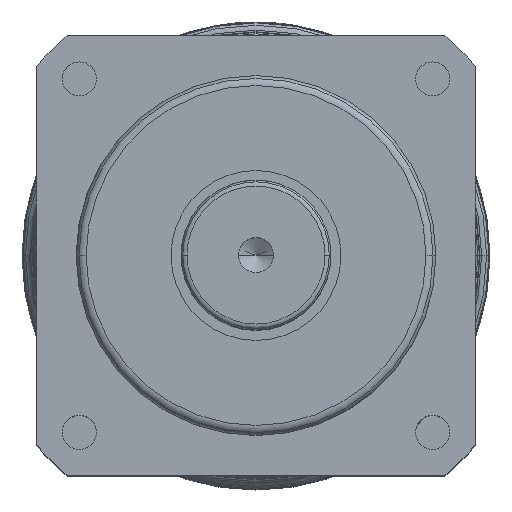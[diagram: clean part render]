
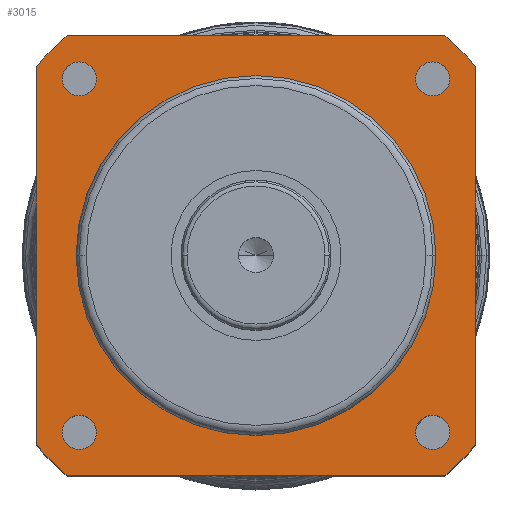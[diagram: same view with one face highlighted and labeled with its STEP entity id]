
A CAD part, top view. The second image highlights one B-rep face of the part: STEP entity #3015.
In plain terms, the highlighted planar face has unit normal (0, 0, 1).
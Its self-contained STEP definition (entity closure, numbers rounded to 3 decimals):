
#377=CARTESIAN_POINT('',(88.388,-88.388,119.997));
#378=DIRECTION('',(0.,0.,-1.));
#379=DIRECTION('',(1.,0.,0.));
#380=AXIS2_PLACEMENT_3D('',#377,#378,#379);
#382=CARTESIAN_POINT('',(88.388,-88.388,119.997));
#383=DIRECTION('',(0.,0.,-1.));
#384=DIRECTION('',(-1.,0.,0.));
#385=AXIS2_PLACEMENT_3D('',#382,#383,#384);
#387=CARTESIAN_POINT('',(-88.388,-88.388,119.997));
#388=DIRECTION('',(0.,0.,-1.));
#389=DIRECTION('',(1.,0.,0.));
#390=AXIS2_PLACEMENT_3D('',#387,#388,#389);
#392=CARTESIAN_POINT('',(-88.388,-88.388,119.997));
#393=DIRECTION('',(0.,0.,-1.));
#394=DIRECTION('',(-1.,0.,0.));
#395=AXIS2_PLACEMENT_3D('',#392,#393,#394);
#397=CARTESIAN_POINT('',(-88.388,88.388,119.997));
#398=DIRECTION('',(0.,0.,-1.));
#399=DIRECTION('',(1.,0.,0.));
#400=AXIS2_PLACEMENT_3D('',#397,#398,#399);
#402=CARTESIAN_POINT('',(-88.388,88.388,119.997));
#403=DIRECTION('',(0.,0.,-1.));
#404=DIRECTION('',(-1.,0.,0.));
#405=AXIS2_PLACEMENT_3D('',#402,#403,#404);
#407=CARTESIAN_POINT('',(88.388,88.388,119.997));
#408=DIRECTION('',(0.,0.,-1.));
#409=DIRECTION('',(1.,0.,0.));
#410=AXIS2_PLACEMENT_3D('',#407,#408,#409);
#412=CARTESIAN_POINT('',(88.388,88.388,119.997));
#413=DIRECTION('',(0.,0.,-1.));
#414=DIRECTION('',(-1.,0.,0.));
#415=AXIS2_PLACEMENT_3D('',#412,#413,#414);
#417=CARTESIAN_POINT('',(0.,0.,119.997));
#418=DIRECTION('',(0.,0.,-1.));
#419=DIRECTION('',(1.,0.,0.));
#420=AXIS2_PLACEMENT_3D('',#417,#418,#419);
#422=CARTESIAN_POINT('',(0.,0.,119.997));
#423=DIRECTION('',(0.,0.,-1.));
#424=DIRECTION('',(-1.,0.,0.));
#425=AXIS2_PLACEMENT_3D('',#422,#423,#424);
#427=CARTESIAN_POINT('',(0.,0.,119.997));
#428=DIRECTION('',(0.,0.,1.));
#429=DIRECTION('',(-0.652,0.759,0.));
#430=AXIS2_PLACEMENT_3D('',#427,#428,#429);
#432=CARTESIAN_POINT('',(0.,0.,119.997));
#433=DIRECTION('',(0.,0.,1.));
#434=DIRECTION('',(0.759,0.652,0.));
#435=AXIS2_PLACEMENT_3D('',#432,#433,#434);
#437=CARTESIAN_POINT('',(0.,0.,119.997));
#438=DIRECTION('',(0.,0.,1.));
#439=DIRECTION('',(0.652,-0.759,0.));
#440=AXIS2_PLACEMENT_3D('',#437,#438,#439);
#442=CARTESIAN_POINT('',(0.,0.,119.997));
#443=DIRECTION('',(0.,0.,1.));
#444=DIRECTION('',(-0.759,-0.652,0.));
#445=AXIS2_PLACEMENT_3D('',#442,#443,#444);
#2207=DIRECTION('',(1.,0.,0.));
#2208=VECTOR('',#2207,188.944);
#2209=CARTESIAN_POINT('',(-94.472,110.,119.997));
#2210=LINE('',#2209,#2208);
#2223=DIRECTION('',(0.,-1.,0.));
#2224=VECTOR('',#2223,188.944);
#2225=CARTESIAN_POINT('',(110.,94.472,119.997));
#2226=LINE('',#2225,#2224);
#2239=DIRECTION('',(-1.,0.,0.));
#2240=VECTOR('',#2239,188.944);
#2241=CARTESIAN_POINT('',(94.472,-110.,119.997));
#2242=LINE('',#2241,#2240);
#2255=DIRECTION('',(0.,1.,0.));
#2256=VECTOR('',#2255,188.944);
#2257=CARTESIAN_POINT('',(-110.,-94.472,119.997));
#2258=LINE('',#2257,#2256);
#2447=CARTESIAN_POINT('',(-94.472,110.,119.997));
#2448=CARTESIAN_POINT('',(-110.,94.472,119.997));
#2449=VERTEX_POINT('',#2447);
#2450=VERTEX_POINT('',#2448);
#2451=CARTESIAN_POINT('',(-110.,-94.472,119.997));
#2452=VERTEX_POINT('',#2451);
#2455=CARTESIAN_POINT('',(-94.472,-110.,119.997));
#2456=VERTEX_POINT('',#2455);
#2457=CARTESIAN_POINT('',(94.472,-110.,119.997));
#2458=VERTEX_POINT('',#2457);
#2459=CARTESIAN_POINT('',(110.,-94.472,119.997));
#2460=VERTEX_POINT('',#2459);
#2461=CARTESIAN_POINT('',(110.,94.472,119.997));
#2462=VERTEX_POINT('',#2461);
#2463=CARTESIAN_POINT('',(94.472,110.,119.997));
#2464=VERTEX_POINT('',#2463);
#2557=CARTESIAN_POINT('',(79.888,-88.388,119.997));
#2559=VERTEX_POINT('',#2557);
#2561=CARTESIAN_POINT('',(96.888,-88.388,119.997));
#2563=VERTEX_POINT('',#2561);
#2587=CARTESIAN_POINT('',(-96.888,-88.388,119.997));
#2589=VERTEX_POINT('',#2587);
#2591=CARTESIAN_POINT('',(-79.888,-88.388,119.997));
#2593=VERTEX_POINT('',#2591);
#2607=CARTESIAN_POINT('',(79.888,88.388,119.997));
#2609=VERTEX_POINT('',#2607);
#2611=CARTESIAN_POINT('',(96.888,88.388,119.997));
#2613=VERTEX_POINT('',#2611);
#2634=CARTESIAN_POINT('',(-90.,0.,119.997));
#2635=VERTEX_POINT('',#2634);
#2636=CARTESIAN_POINT('',(90.,0.,119.997));
#2637=VERTEX_POINT('',#2636);
#2647=CARTESIAN_POINT('',(-96.888,88.388,119.997));
#2649=VERTEX_POINT('',#2647);
#2651=CARTESIAN_POINT('',(-79.888,88.388,119.997));
#2653=VERTEX_POINT('',#2651);
#2964=CARTESIAN_POINT('',(0.,0.,119.997));
#2965=DIRECTION('',(0.,0.,1.));
#2966=DIRECTION('',(1.,0.,0.));
#2967=AXIS2_PLACEMENT_3D('',#2964,#2965,#2966);
#2968=PLANE('',#2967);
#2970=ORIENTED_EDGE('',*,*,#2969,.F.);
#2972=ORIENTED_EDGE('',*,*,#2971,.T.);
#2974=ORIENTED_EDGE('',*,*,#2973,.F.);
#2976=ORIENTED_EDGE('',*,*,#2975,.T.);
#2978=ORIENTED_EDGE('',*,*,#2977,.F.);
#2980=ORIENTED_EDGE('',*,*,#2979,.T.);
#2982=ORIENTED_EDGE('',*,*,#2981,.F.);
#2984=ORIENTED_EDGE('',*,*,#2983,.T.);
#2985=EDGE_LOOP('',(#2970,#2972,#2974,#2976,#2978,#2980,#2982,#2984));
#2986=FACE_OUTER_BOUND('',#2985,.F.);
#2988=ORIENTED_EDGE('',*,*,#2987,.F.);
#2990=ORIENTED_EDGE('',*,*,#2989,.F.);
#2991=EDGE_LOOP('',(#2988,#2990));
#2992=FACE_BOUND('',#2991,.F.);
#2994=ORIENTED_EDGE('',*,*,#2993,.F.);
#2996=ORIENTED_EDGE('',*,*,#2995,.F.);
#2997=EDGE_LOOP('',(#2994,#2996));
#2998=FACE_BOUND('',#2997,.F.);
#3000=ORIENTED_EDGE('',*,*,#2999,.F.);
#3002=ORIENTED_EDGE('',*,*,#3001,.F.);
#3003=EDGE_LOOP('',(#3000,#3002));
#3004=FACE_BOUND('',#3003,.F.);
#3005=ORIENTED_EDGE('',*,*,#2931,.F.);
#3006=ORIENTED_EDGE('',*,*,#2946,.F.);
#3007=EDGE_LOOP('',(#3005,#3006));
#3008=FACE_BOUND('',#3007,.F.);
#3010=ORIENTED_EDGE('',*,*,#3009,.F.);
#3012=ORIENTED_EDGE('',*,*,#3011,.F.);
#3013=EDGE_LOOP('',(#3010,#3012));
#3014=FACE_BOUND('',#3013,.F.);
#3015=ADVANCED_FACE('',(#2986,#2992,#2998,#3004,#3008,#3014),#2968,.T.);
#381=CIRCLE('',#380,8.5);
#386=CIRCLE('',#385,8.5);
#391=CIRCLE('',#390,8.5);
#396=CIRCLE('',#395,8.5);
#401=CIRCLE('',#400,8.5);
#406=CIRCLE('',#405,8.5);
#411=CIRCLE('',#410,8.5);
#416=CIRCLE('',#415,8.5);
#421=CIRCLE('',#420,90.);
#426=CIRCLE('',#425,90.);
#431=CIRCLE('',#430,145.);
#436=CIRCLE('',#435,145.);
#441=CIRCLE('',#440,145.);
#446=CIRCLE('',#445,145.);
#2931=EDGE_CURVE('',#2637,#2635,#421,.T.);
#2946=EDGE_CURVE('',#2635,#2637,#426,.T.);
#2969=EDGE_CURVE('',#2449,#2450,#431,.T.);
#2971=EDGE_CURVE('',#2449,#2464,#2210,.T.);
#2973=EDGE_CURVE('',#2462,#2464,#436,.T.);
#2975=EDGE_CURVE('',#2462,#2460,#2226,.T.);
#2977=EDGE_CURVE('',#2458,#2460,#441,.T.);
#2979=EDGE_CURVE('',#2458,#2456,#2242,.T.);
#2981=EDGE_CURVE('',#2452,#2456,#446,.T.);
#2983=EDGE_CURVE('',#2452,#2450,#2258,.T.);
#2987=EDGE_CURVE('',#2593,#2589,#391,.T.);
#2989=EDGE_CURVE('',#2589,#2593,#396,.T.);
#2993=EDGE_CURVE('',#2653,#2649,#401,.T.);
#2995=EDGE_CURVE('',#2649,#2653,#406,.T.);
#2999=EDGE_CURVE('',#2613,#2609,#411,.T.);
#3001=EDGE_CURVE('',#2609,#2613,#416,.T.);
#3009=EDGE_CURVE('',#2563,#2559,#381,.T.);
#3011=EDGE_CURVE('',#2559,#2563,#386,.T.);
